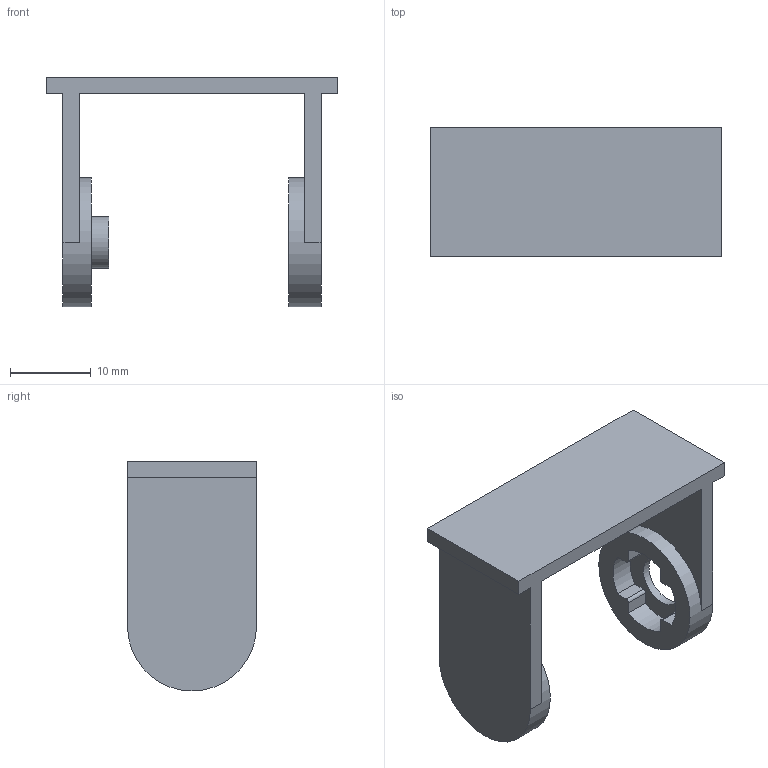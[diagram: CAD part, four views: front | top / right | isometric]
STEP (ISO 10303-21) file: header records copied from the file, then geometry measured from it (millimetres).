
FILE_DESCRIPTION(/* description */ (''),/* implementation_level */ '2;1');
FILE_NAME(/* name */ 'horn.step',/* time_stamp */ '2023-08-10T10:30:11+09:00',/* author */ (''),/* organization */ (''),/* preprocessor_version */ 'ST-DEVELOPER v19.2',/* originating_system */ 'Autodesk Translation Framework v12.6.0.85',/* authorisation */ '');
FILE_SCHEMA (('AUTOMOTIVE_DESIGN { 1 0 10303 214 3 1 1 }'));
Length unit declared in the file: millimetre
Products named in the file (1): horn
Bounding box: 36 x 16 x 28.5 mm (x, y, z)
Volume: 3221.2 mm3; surface area: 3421.4 mm2
Topology: 1 solids, 1 shells, 36 faces, 94 edges, 62 vertices
Faces by surface type: plane 24, cylinder 12
Full cylindrical faces by diameter (mm): 6.4 x2, 16 x2
Entity records: 1134 total; most frequent: DIRECTION 194, CARTESIAN_POINT 193, ORIENTED_EDGE 188, EDGE_CURVE 94, LINE 68, VECTOR 68, AXIS2_PLACEMENT_3D 63, VERTEX_POINT 62
